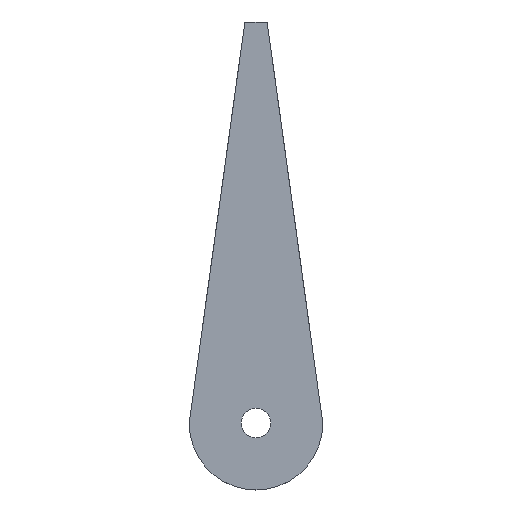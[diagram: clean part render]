
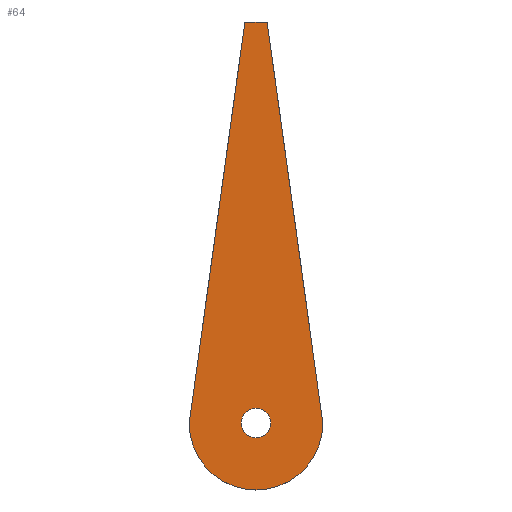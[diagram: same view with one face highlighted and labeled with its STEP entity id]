
A CAD part, top view. The second image highlights one B-rep face of the part: STEP entity #64.
In plain terms, the highlighted planar face has unit normal (0, 0, 1).
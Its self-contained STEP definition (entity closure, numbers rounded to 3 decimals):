
#10 = CARTESIAN_POINT ( 'NONE',  ( 2.5, 90., 3. ) ) ;
#14 = DIRECTION ( 'NONE',  ( 1., 0., 0. ) ) ;
#31 = DIRECTION ( 'NONE',  ( 0., 0., -1. ) ) ;
#36 = ORIENTED_EDGE ( 'NONE', *, *, #68, .T. ) ;
#41 = EDGE_CURVE ( 'NONE', #124, #218, #269, .T. ) ;
#44 = ORIENTED_EDGE ( 'NONE', *, *, #119, .T. ) ;
#48 = CARTESIAN_POINT ( 'NONE',  ( -2.5, 90., 3. ) ) ;
#51 = FACE_OUTER_BOUND ( 'NONE', #188, .T. ) ;
#58 = VERTEX_POINT ( 'NONE', #214 ) ;
#64 = ADVANCED_FACE ( 'NONE', ( #232, #51 ), #205, .T. ) ;
#68 = EDGE_CURVE ( 'NONE', #231, #58, #277, .T. ) ;
#106 = DIRECTION ( 'NONE',  ( 0., 0., 1. ) ) ;
#107 = CIRCLE ( 'NONE', #245, 15. ) ;
#108 = VECTOR ( 'NONE', #263, 1000. ) ;
#119 = EDGE_CURVE ( 'NONE', #289, #289, #202, .T. ) ;
#124 = VERTEX_POINT ( 'NONE', #206 ) ;
#130 = CARTESIAN_POINT ( 'NONE',  ( 2.5, 90., 3. ) ) ;
#132 = VECTOR ( 'NONE', #299, 1000. ) ;
#153 = VECTOR ( 'NONE', #244, 1000. ) ;
#159 = ORIENTED_EDGE ( 'NONE', *, *, #167, .T. ) ;
#160 = CARTESIAN_POINT ( 'NONE',  ( 0., 0., 3. ) ) ;
#161 = DIRECTION ( 'NONE',  ( 1., 0., 0. ) ) ;
#167 = EDGE_CURVE ( 'NONE', #58, #124, #107, .T. ) ;
#169 = DIRECTION ( 'NONE',  ( -1., 0., 0. ) ) ;
#170 = LINE ( 'NONE', #48, #108 ) ;
#188 = EDGE_LOOP ( 'NONE', ( #159, #280, #230, #36 ) ) ;
#190 = CARTESIAN_POINT ( 'NONE',  ( -2.5, 90., 3. ) ) ;
#195 = CARTESIAN_POINT ( 'NONE',  ( -3.3, 0., 3. ) ) ;
#202 = CIRCLE ( 'NONE', #257, 3.3 ) ;
#205 = PLANE ( 'NONE',  #211 ) ;
#206 = CARTESIAN_POINT ( 'NONE',  ( 15., 0., 3. ) ) ;
#211 = AXIS2_PLACEMENT_3D ( 'NONE', #160, #106, #14 ) ;
#214 = CARTESIAN_POINT ( 'NONE',  ( -15., 0., 3. ) ) ;
#218 = VERTEX_POINT ( 'NONE', #10 ) ;
#230 = ORIENTED_EDGE ( 'NONE', *, *, #282, .T. ) ;
#231 = VERTEX_POINT ( 'NONE', #278 ) ;
#232 = FACE_BOUND ( 'NONE', #258, .T. ) ;
#244 = DIRECTION ( 'NONE',  ( -0.138, -0.99, 0. ) ) ;
#245 = AXIS2_PLACEMENT_3D ( 'NONE', #290, #271, #161 ) ;
#257 = AXIS2_PLACEMENT_3D ( 'NONE', #287, #31, #169 ) ;
#258 = EDGE_LOOP ( 'NONE', ( #44 ) ) ;
#263 = DIRECTION ( 'NONE',  ( -1., 0., 0. ) ) ;
#269 = LINE ( 'NONE', #130, #132 ) ;
#271 = DIRECTION ( 'NONE',  ( 0., 0., 1. ) ) ;
#277 = LINE ( 'NONE', #190, #153 ) ;
#278 = CARTESIAN_POINT ( 'NONE',  ( -2.5, 90., 3. ) ) ;
#280 = ORIENTED_EDGE ( 'NONE', *, *, #41, .T. ) ;
#282 = EDGE_CURVE ( 'NONE', #218, #231, #170, .T. ) ;
#287 = CARTESIAN_POINT ( 'NONE',  ( 0., 0., 3. ) ) ;
#289 = VERTEX_POINT ( 'NONE', #195 ) ;
#290 = CARTESIAN_POINT ( 'NONE',  ( 0., 0., 3. ) ) ;
#299 = DIRECTION ( 'NONE',  ( -0.138, 0.99, 0. ) ) ;
